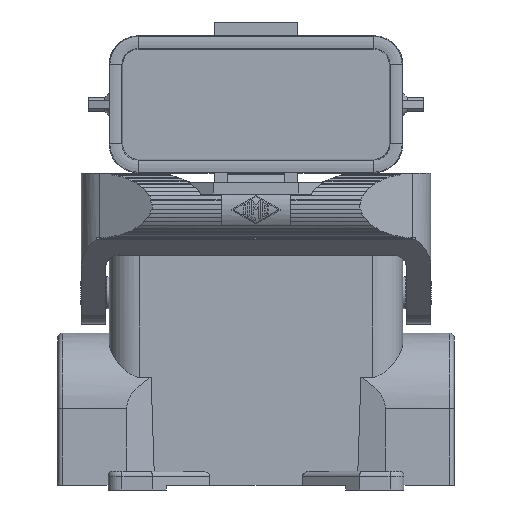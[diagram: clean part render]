
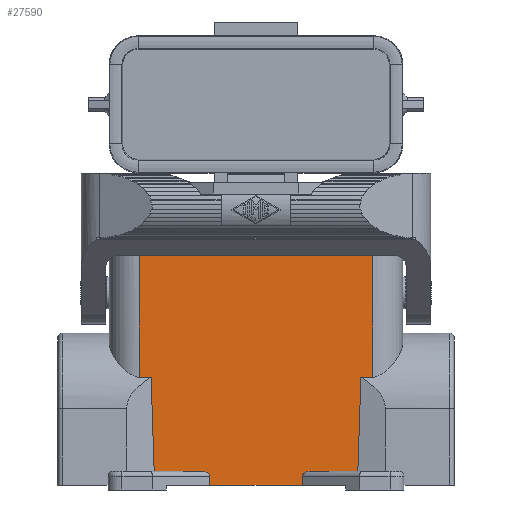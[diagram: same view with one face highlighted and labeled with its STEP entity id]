
A CAD part, front view. The second image highlights one B-rep face of the part: STEP entity #27590.
In plain terms, the highlighted face is planar.
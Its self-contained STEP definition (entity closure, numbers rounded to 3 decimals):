
#6670=CARTESIAN_POINT('',(103.524,43.148,
70.509));
#6680=VERTEX_POINT('',#6670);
#6710=CARTESIAN_POINT('',(47.024,43.148,
70.509));
#6720=DIRECTION('',(1.,0.,0.));
#6730=VECTOR('',#6720,1.);
#6740=LINE('',#6710,#6730);
#6750=CARTESIAN_POINT('',(101.028,43.148,
70.509));
#6760=VERTEX_POINT('',#6750);
#6770=EDGE_CURVE('',#6760,#6680,#6740,.T.);
#16840=CARTESIAN_POINT('',(56.677,43.148,
50.32));
#16850=VERTEX_POINT('',#16840);
#16880=CARTESIAN_POINT('',(58.316,43.148,0.));
#16890=DIRECTION('',(-0.033,0.,0.999));
#16900=VECTOR('',#16890,1.);
#16910=LINE('',#16880,#16900);
#16920=CARTESIAN_POINT('',(56.02,43.148,
70.509));
#16930=VERTEX_POINT('',#16920);
#16940=EDGE_CURVE('',#16850,#16930,#16910,.T.);
#25380=CARTESIAN_POINT('',(88.499,43.148,
49.32));
#25390=VERTEX_POINT('',#25380);
#25420=CARTESIAN_POINT('',(88.499,43.148,0.));
#25430=DIRECTION('',(0.,0.,-1.));
#25440=VECTOR('',#25430,1.);
#25450=LINE('',#25420,#25440);
#25460=CARTESIAN_POINT('',(88.499,43.148,
47.32));
#25470=VERTEX_POINT('',#25460);
#25480=EDGE_CURVE('',#25390,#25470,#25450,.T.);
#26650=CARTESIAN_POINT('',(0.,43.148,98.32));
#26660=DIRECTION('',(-0.,1.,0.));
#26670=DIRECTION('',(1.,0.,0.));
#26680=AXIS2_PLACEMENT_3D('',#26650,#26660,#26670);
#26690=PLANE('',#26680);
#26700=CARTESIAN_POINT('',(53.524,43.148,0.));
#26710=DIRECTION('',(0.,0.,1.));
#26720=VECTOR('',#26710,1.);
#26730=LINE('',#26700,#26720);
#26740=CARTESIAN_POINT('',(53.524,43.148,
70.509));
#26750=VERTEX_POINT('',#26740);
#26760=CARTESIAN_POINT('',(53.524,43.148,
98.32));
#26770=VERTEX_POINT('',#26760);
#26780=EDGE_CURVE('',#26750,#26770,#26730,.T.);
#26790=ORIENTED_EDGE('',*,*,#26780,.T.);
#26800=CARTESIAN_POINT('',(110.024,43.148,
70.509));
#26810=DIRECTION('',(-1.,0.,0.));
#26820=VECTOR('',#26810,1.);
#26830=LINE('',#26800,#26820);
#26840=EDGE_CURVE('',#16930,#26750,#26830,.T.);
#26850=ORIENTED_EDGE('',*,*,#26840,.T.);
#26860=ORIENTED_EDGE('',*,*,#16940,.T.);
#26870=CARTESIAN_POINT('',(0.,43.148,50.32));
#26880=DIRECTION('',(-1.,0.,0.));
#26890=VECTOR('',#26880,1.);
#26900=LINE('',#26870,#26890);
#26910=CARTESIAN_POINT('',(66.993,43.148,
50.32));
#26920=VERTEX_POINT('',#26910);
#26930=EDGE_CURVE('',#26920,#16850,#26900,.T.);
#26940=ORIENTED_EDGE('',*,*,#26930,.T.);
#26950=CARTESIAN_POINT('',(66.993,43.148,
49.32));
#26960=DIRECTION('',(0.,1.,0.));
#26970=DIRECTION('',(1.,0.,0.));
#26980=AXIS2_PLACEMENT_3D('',#26950,#26960,#26970);
#26990=ELLIPSE('',#26980,1.556,1.);
#27000=CARTESIAN_POINT('',(68.549,43.148,
49.32));
#27010=VERTEX_POINT('',#27000);
#27020=EDGE_CURVE('',#26920,#27010,#26990,.T.);
#27030=ORIENTED_EDGE('',*,*,#27020,.F.);
#27040=CARTESIAN_POINT('',(68.549,43.148,0.));
#27050=DIRECTION('',(0.,0.,-1.));
#27060=VECTOR('',#27050,1.);
#27070=LINE('',#27040,#27060);
#27080=CARTESIAN_POINT('',(68.549,43.148,
47.32));
#27090=VERTEX_POINT('',#27080);
#27100=EDGE_CURVE('',#27010,#27090,#27070,.T.);
#27110=ORIENTED_EDGE('',*,*,#27100,.F.);
#27120=CARTESIAN_POINT('',(0.,43.148,47.32));
#27130=DIRECTION('',(-1.,0.,0.));
#27140=VECTOR('',#27130,1.);
#27150=LINE('',#27120,#27140);
#27160=EDGE_CURVE('',#25470,#27090,#27150,.T.);
#27170=ORIENTED_EDGE('',*,*,#27160,.T.);
#27180=ORIENTED_EDGE('',*,*,#25480,.T.);
#27190=CARTESIAN_POINT('',(90.055,43.148,
49.32));
#27200=DIRECTION('',(0.,1.,0.));
#27210=DIRECTION('',(1.,0.,0.));
#27220=AXIS2_PLACEMENT_3D('',#27190,#27200,#27210);
#27230=ELLIPSE('',#27220,1.556,1.);
#27240=CARTESIAN_POINT('',(90.055,43.148,
50.32));
#27250=VERTEX_POINT('',#27240);
#27260=EDGE_CURVE('',#25390,#27250,#27230,.T.);
#27270=ORIENTED_EDGE('',*,*,#27260,.F.);
#27280=CARTESIAN_POINT('',(0.,43.148,50.32));
#27290=DIRECTION('',(1.,0.,0.));
#27300=VECTOR('',#27290,1.);
#27310=LINE('',#27280,#27300);
#27320=CARTESIAN_POINT('',(100.371,43.148,
50.32));
#27330=VERTEX_POINT('',#27320);
#27340=EDGE_CURVE('',#27250,#27330,#27310,.T.);
#27350=ORIENTED_EDGE('',*,*,#27340,.F.);
#27360=CARTESIAN_POINT('',(98.732,43.148,0.));
#27370=DIRECTION('',(0.033,0.,0.999));
#27380=VECTOR('',#27370,1.);
#27390=LINE('',#27360,#27380);
#27400=EDGE_CURVE('',#27330,#6760,#27390,.T.);
#27410=ORIENTED_EDGE('',*,*,#27400,.F.);
#27420=ORIENTED_EDGE('',*,*,#6770,.F.);
#27430=CARTESIAN_POINT('',(103.524,43.148,0.));
#27440=DIRECTION('',(0.,0.,1.));
#27450=VECTOR('',#27440,1.);
#27460=LINE('',#27430,#27450);
#27470=CARTESIAN_POINT('',(103.524,43.148,
98.32));
#27480=VERTEX_POINT('',#27470);
#27490=EDGE_CURVE('',#6680,#27480,#27460,.T.);
#27500=ORIENTED_EDGE('',*,*,#27490,.F.);
#27510=CARTESIAN_POINT('',(0.,43.148,98.32));
#27520=DIRECTION('',(1.,0.,0.));
#27530=VECTOR('',#27520,1.);
#27540=LINE('',#27510,#27530);
#27550=EDGE_CURVE('',#26770,#27480,#27540,.T.);
#27560=ORIENTED_EDGE('',*,*,#27550,.T.);
#27570=EDGE_LOOP('',(#27560,#27500,#27420,#27410,#27350,#27270,#27180,
#27170,#27110,#27030,#26940,#26860,#26850,#26790));
#27580=FACE_OUTER_BOUND('',#27570,.T.);
#27590=ADVANCED_FACE('',(#27580),#26690,.T.);
